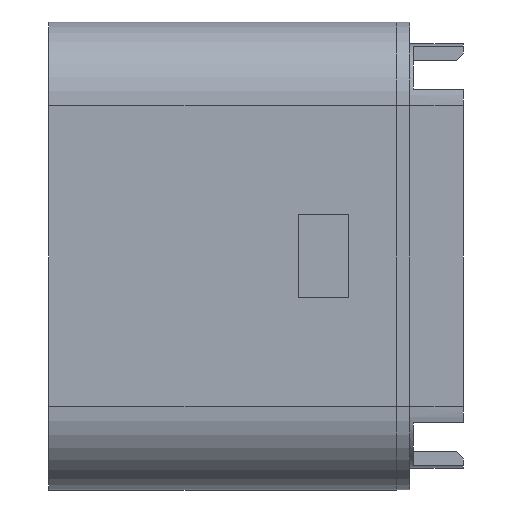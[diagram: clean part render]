
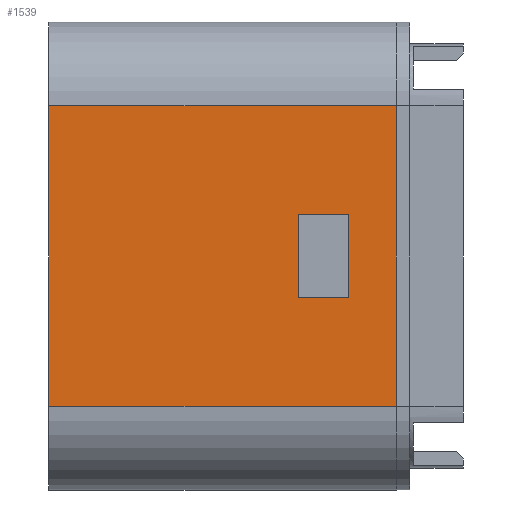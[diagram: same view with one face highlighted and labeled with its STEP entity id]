
A CAD part, left-side view. The second image highlights one B-rep face of the part: STEP entity #1539.
In plain terms, the highlighted planar face has unit normal (-1, 0, 0).
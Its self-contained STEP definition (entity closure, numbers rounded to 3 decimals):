
#32=FACE_BOUND('',#277,.T.);
#106=PLANE('',#1715);
#188=FACE_OUTER_BOUND('',#276,.T.);
#276=EDGE_LOOP('',(#1421,#1422,#1423,#1424));
#277=EDGE_LOOP('',(#1425,#1426,#1427,#1428));
#386=LINE('',#2526,#532);
#389=LINE('',#2532,#535);
#392=LINE('',#2538,#538);
#395=LINE('',#2542,#541);
#413=LINE('',#2598,#559);
#425=LINE('',#2633,#571);
#426=LINE('',#2636,#572);
#427=LINE('',#2637,#573);
#532=VECTOR('',#2054,10.);
#535=VECTOR('',#2059,10.);
#538=VECTOR('',#2064,10.);
#541=VECTOR('',#2069,10.);
#559=VECTOR('',#2123,10.);
#571=VECTOR('',#2159,10.);
#572=VECTOR('',#2162,10.);
#573=VECTOR('',#2163,10.);
#754=VERTEX_POINT('',#2523);
#755=VERTEX_POINT('',#2525);
#757=VERTEX_POINT('',#2531);
#759=VERTEX_POINT('',#2537);
#778=VERTEX_POINT('',#2595);
#779=VERTEX_POINT('',#2597);
#790=VERTEX_POINT('',#2631);
#791=VERTEX_POINT('',#2635);
#954=EDGE_CURVE('',#755,#754,#386,.T.);
#957=EDGE_CURVE('',#757,#755,#389,.T.);
#960=EDGE_CURVE('',#759,#757,#392,.T.);
#963=EDGE_CURVE('',#754,#759,#395,.T.);
#990=EDGE_CURVE('',#778,#779,#413,.T.);
#1008=EDGE_CURVE('',#790,#779,#425,.T.);
#1009=EDGE_CURVE('',#790,#791,#426,.T.);
#1010=EDGE_CURVE('',#791,#778,#427,.T.);
#1421=ORIENTED_EDGE('',*,*,#1009,.F.);
#1422=ORIENTED_EDGE('',*,*,#1008,.T.);
#1423=ORIENTED_EDGE('',*,*,#990,.F.);
#1424=ORIENTED_EDGE('',*,*,#1010,.F.);
#1425=ORIENTED_EDGE('',*,*,#960,.T.);
#1426=ORIENTED_EDGE('',*,*,#957,.T.);
#1427=ORIENTED_EDGE('',*,*,#954,.T.);
#1428=ORIENTED_EDGE('',*,*,#963,.T.);
#1539=ADVANCED_FACE('',(#188,#32),#106,.T.);
#1715=AXIS2_PLACEMENT_3D('',#2634,#2160,#2161);
#2054=DIRECTION('',(0.,-1.,0.));
#2059=DIRECTION('',(0.,0.,1.));
#2064=DIRECTION('',(0.,1.,0.));
#2069=DIRECTION('',(0.,0.,-1.));
#2123=DIRECTION('',(0.,0.,1.));
#2159=DIRECTION('',(0.,1.,0.));
#2160=DIRECTION('center_axis',(-1.,0.,0.));
#2161=DIRECTION('ref_axis',(0.,0.,1.));
#2162=DIRECTION('',(0.,0.,-1.));
#2163=DIRECTION('',(0.,1.,0.));
#2523=CARTESIAN_POINT('',(45.,3.678,16.5));
#2525=CARTESIAN_POINT('',(45.,6.678,16.5));
#2526=CARTESIAN_POINT('',(45.,3.739,16.5));
#2531=CARTESIAN_POINT('',(45.,6.678,11.5));
#2532=CARTESIAN_POINT('',(45.,6.678,8.25));
#2537=CARTESIAN_POINT('',(45.,3.678,11.5));
#2538=CARTESIAN_POINT('',(45.,2.239,11.5));
#2542=CARTESIAN_POINT('',(45.,3.678,10.75));
#2595=CARTESIAN_POINT('',(45.,21.6,5.));
#2597=CARTESIAN_POINT('',(45.,21.6,23.));
#2598=CARTESIAN_POINT('',(45.,21.6,5.));
#2631=CARTESIAN_POINT('',(45.,0.8,23.));
#2633=CARTESIAN_POINT('',(45.,0.8,23.));
#2634=CARTESIAN_POINT('Origin',(45.,0.8,5.));
#2635=CARTESIAN_POINT('',(45.,0.8,5.));
#2636=CARTESIAN_POINT('',(45.,0.8,23.));
#2637=CARTESIAN_POINT('',(45.,0.8,5.));
